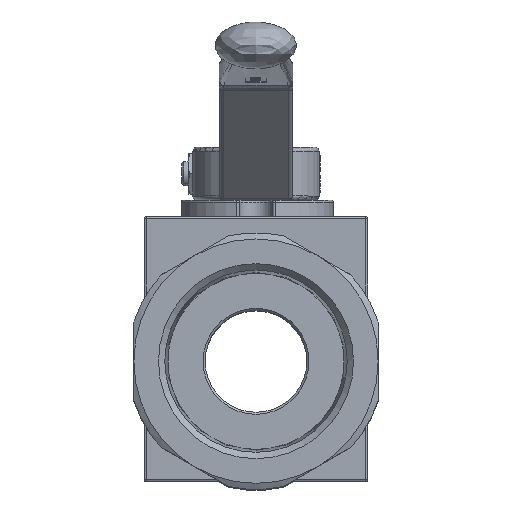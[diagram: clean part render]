
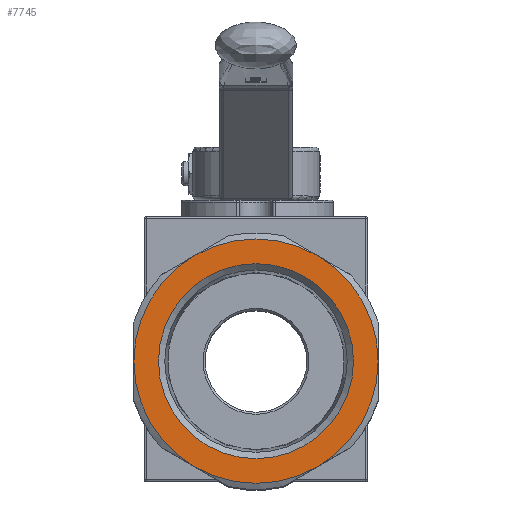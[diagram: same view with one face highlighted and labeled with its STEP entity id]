
A CAD part, top view. The second image highlights one B-rep face of the part: STEP entity #7745.
In plain terms, the highlighted planar face has unit normal (0, 0, 1).
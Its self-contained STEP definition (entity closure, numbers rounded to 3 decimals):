
#450=FACE_BOUND('',#1257,.T.);
#509=PLANE('',#8395);
#794=FACE_OUTER_BOUND('',#1256,.T.);
#1256=EDGE_LOOP('',(#5566,#5567,#5568,#5569,#5570,#5571));
#1257=EDGE_LOOP('',(#5572));
#2833=CIRCLE('',#8335,30.);
#2844=CIRCLE('',#8352,30.);
#2845=CIRCLE('',#8354,30.);
#2846=CIRCLE('',#8356,30.);
#2847=CIRCLE('',#8358,30.);
#2848=CIRCLE('',#8360,30.);
#2864=CIRCLE('',#8396,23.938);
#3229=VERTEX_POINT('',#11753);
#3230=VERTEX_POINT('',#11757);
#3251=VERTEX_POINT('',#11811);
#3252=VERTEX_POINT('',#11820);
#3253=VERTEX_POINT('',#11829);
#3254=VERTEX_POINT('',#11838);
#3280=VERTEX_POINT('',#12108);
#4039=EDGE_CURVE('',#3230,#3229,#2833,.T.);
#4062=EDGE_CURVE('',#3251,#3230,#2844,.T.);
#4065=EDGE_CURVE('',#3252,#3251,#2845,.T.);
#4068=EDGE_CURVE('',#3253,#3252,#2846,.T.);
#4071=EDGE_CURVE('',#3254,#3253,#2847,.T.);
#4073=EDGE_CURVE('',#3229,#3254,#2848,.T.);
#4117=EDGE_CURVE('',#3280,#3280,#2864,.T.);
#5566=ORIENTED_EDGE('',*,*,#4065,.F.);
#5567=ORIENTED_EDGE('',*,*,#4068,.F.);
#5568=ORIENTED_EDGE('',*,*,#4071,.F.);
#5569=ORIENTED_EDGE('',*,*,#4073,.F.);
#5570=ORIENTED_EDGE('',*,*,#4039,.F.);
#5571=ORIENTED_EDGE('',*,*,#4062,.F.);
#5572=ORIENTED_EDGE('',*,*,#4117,.F.);
#7745=ADVANCED_FACE('',(#794,#450),#509,.T.);
#8335=AXIS2_PLACEMENT_3D('',#11761,#9436,#9437);
#8352=AXIS2_PLACEMENT_3D('',#11815,#9480,#9481);
#8354=AXIS2_PLACEMENT_3D('',#11824,#9484,#9485);
#8356=AXIS2_PLACEMENT_3D('',#11833,#9488,#9489);
#8358=AXIS2_PLACEMENT_3D('',#11842,#9492,#9493);
#8360=AXIS2_PLACEMENT_3D('',#11847,#9496,#9497);
#8395=AXIS2_PLACEMENT_3D('',#12107,#9583,#9584);
#8396=AXIS2_PLACEMENT_3D('',#12109,#9585,#9586);
#9436=DIRECTION('center_axis',(0.,0.,
-1.));
#9437=DIRECTION('ref_axis',(0.866,0.5,0.));
#9480=DIRECTION('center_axis',(0.,0.,
-1.));
#9481=DIRECTION('ref_axis',(0.866,0.5,0.));
#9484=DIRECTION('center_axis',(0.,0.,
-1.));
#9485=DIRECTION('ref_axis',(0.866,0.5,0.));
#9488=DIRECTION('center_axis',(0.,0.,
-1.));
#9489=DIRECTION('ref_axis',(0.866,0.5,0.));
#9492=DIRECTION('center_axis',(0.,0.,
-1.));
#9493=DIRECTION('ref_axis',(0.866,0.5,0.));
#9496=DIRECTION('center_axis',(0.,0.,
-1.));
#9497=DIRECTION('ref_axis',(0.866,0.5,0.));
#9583=DIRECTION('center_axis',(0.,0.,
1.));
#9584=DIRECTION('ref_axis',(0.5,-0.866,0.));
#9585=DIRECTION('center_axis',(0.,0.,
1.));
#9586=DIRECTION('ref_axis',(-0.866,-0.5,0.));
#11753=CARTESIAN_POINT('',(-5.553,-29.681,62.2));
#11757=CARTESIAN_POINT('',(24.447,-29.681,62.2));
#11761=CARTESIAN_POINT('Origin',(9.447,-3.7,62.2));
#11811=CARTESIAN_POINT('',(39.447,-3.7,62.2));
#11815=CARTESIAN_POINT('Origin',(9.447,-3.7,62.2));
#11820=CARTESIAN_POINT('',(24.447,22.281,62.2));
#11824=CARTESIAN_POINT('Origin',(9.447,-3.7,62.2));
#11829=CARTESIAN_POINT('',(-5.553,22.281,62.2));
#11833=CARTESIAN_POINT('Origin',(9.447,-3.7,62.2));
#11838=CARTESIAN_POINT('',(-20.553,-3.7,62.2));
#11842=CARTESIAN_POINT('Origin',(9.447,-3.7,62.2));
#11847=CARTESIAN_POINT('Origin',(9.447,-3.7,62.2));
#12107=CARTESIAN_POINT('Origin',(35.428,11.3,62.2));
#12108=CARTESIAN_POINT('',(30.178,8.269,62.2));
#12109=CARTESIAN_POINT('Origin',(9.447,-3.7,62.2));
